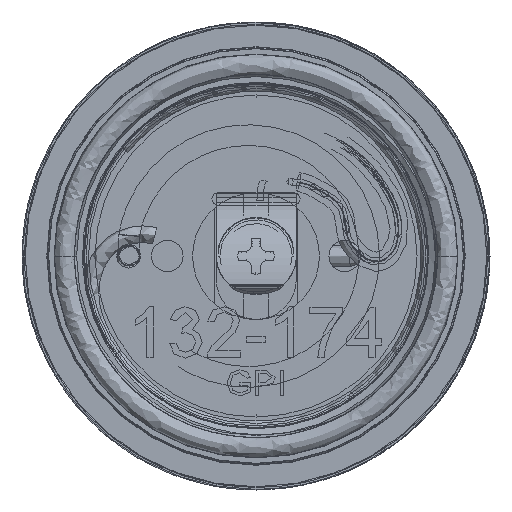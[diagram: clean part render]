
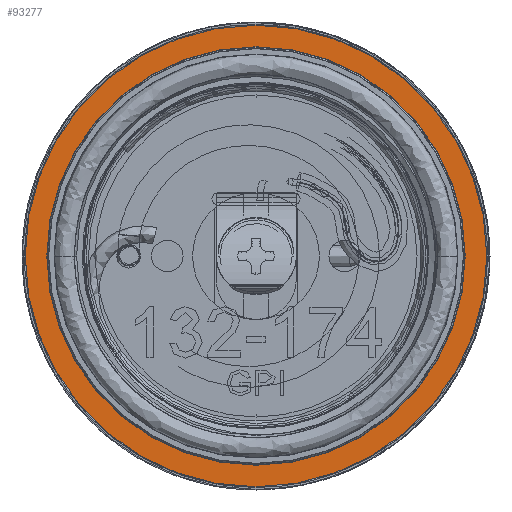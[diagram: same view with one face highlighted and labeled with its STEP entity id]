
A CAD part, front view. The second image highlights one B-rep face of the part: STEP entity #93277.
In plain terms, the highlighted planar face has unit normal (0, -1, 0).
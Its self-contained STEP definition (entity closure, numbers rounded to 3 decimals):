
#5719 = ORIENTED_EDGE ( 'NONE', *, *, #87932, .T. ) ;
#6728 = VERTEX_POINT ( 'NONE', #59720 ) ;
#6745 = ORIENTED_EDGE ( 'NONE', *, *, #13037, .T. ) ;
#9053 = EDGE_CURVE ( 'NONE', #36480, #6728, #59002, .T. ) ;
#10183 = AXIS2_PLACEMENT_3D ( 'NONE', #63919, #80387, #52750 ) ;
#13037 = EDGE_CURVE ( 'NONE', #6728, #36480, #72666, .T. ) ;
#18251 = AXIS2_PLACEMENT_3D ( 'NONE', #36949, #81069, #79912 ) ;
#19351 = CARTESIAN_POINT ( 'NONE',  ( 0., 0., 0. ) ) ;
#20903 = CARTESIAN_POINT ( 'NONE',  ( 0., 0., 0. ) ) ;
#29916 = AXIS2_PLACEMENT_3D ( 'NONE', #20903, #94877, #96579 ) ;
#31246 = CARTESIAN_POINT ( 'NONE',  ( 0., 0., 18.2 ) ) ;
#35099 = CARTESIAN_POINT ( 'NONE',  ( 0., 0., -18.2 ) ) ;
#36480 = VERTEX_POINT ( 'NONE', #53261 ) ;
#36949 = CARTESIAN_POINT ( 'NONE',  ( 0., 0., 0. ) ) ;
#38039 = CARTESIAN_POINT ( 'NONE',  ( 18.2, 0., 0. ) ) ;
#47882 = AXIS2_PLACEMENT_3D ( 'NONE', #38039, #83341, #55698 ) ;
#48134 = EDGE_LOOP ( 'NONE', ( #71705, #5719 ) ) ;
#52750 = DIRECTION ( 'NONE',  ( 0., 0., -1. ) ) ;
#53261 = CARTESIAN_POINT ( 'NONE',  ( 0., 0., -16.47 ) ) ;
#55019 = ORIENTED_EDGE ( 'NONE', *, *, #9053, .T. ) ;
#55698 = DIRECTION ( 'NONE',  ( 0., 0., -1. ) ) ;
#59002 = CIRCLE ( 'NONE', #10183, 16.47 ) ;
#59720 = CARTESIAN_POINT ( 'NONE',  ( 0., 0., 16.47 ) ) ;
#62196 = FACE_OUTER_BOUND ( 'NONE', #48134, .T. ) ;
#63919 = CARTESIAN_POINT ( 'NONE',  ( 0., 0., 0. ) ) ;
#64093 = DIRECTION ( 'NONE',  ( 0., -1., 0. ) ) ;
#67553 = CIRCLE ( 'NONE', #29916, 18.2 ) ;
#67956 = CIRCLE ( 'NONE', #98036, 18.2 ) ;
#71705 = ORIENTED_EDGE ( 'NONE', *, *, #85510, .T. ) ;
#72666 = CIRCLE ( 'NONE', #18251, 16.47 ) ;
#79912 = DIRECTION ( 'NONE',  ( 0., 0., -1. ) ) ;
#80387 = DIRECTION ( 'NONE',  ( 0., 1., 0. ) ) ;
#81069 = DIRECTION ( 'NONE',  ( 0., 1., 0. ) ) ;
#81477 = VERTEX_POINT ( 'NONE', #35099 ) ;
#83341 = DIRECTION ( 'NONE',  ( 0., -1., 0. ) ) ;
#85510 = EDGE_CURVE ( 'NONE', #81477, #93605, #67553, .T. ) ;
#87932 = EDGE_CURVE ( 'NONE', #93605, #81477, #67956, .T. ) ;
#93277 = ADVANCED_FACE ( 'NONE', ( #106965, #62196 ), #105811, .T. ) ;
#93605 = VERTEX_POINT ( 'NONE', #31246 ) ;
#94877 = DIRECTION ( 'NONE',  ( 0., -1., 0. ) ) ;
#96579 = DIRECTION ( 'NONE',  ( 0., 0., -1. ) ) ;
#98036 = AXIS2_PLACEMENT_3D ( 'NONE', #19351, #64093, #110042 ) ;
#105811 = PLANE ( 'NONE',  #47882 ) ;
#106965 = FACE_BOUND ( 'NONE', #113712, .T. ) ;
#110042 = DIRECTION ( 'NONE',  ( 0., 0., -1. ) ) ;
#113712 = EDGE_LOOP ( 'NONE', ( #55019, #6745 ) ) ;
